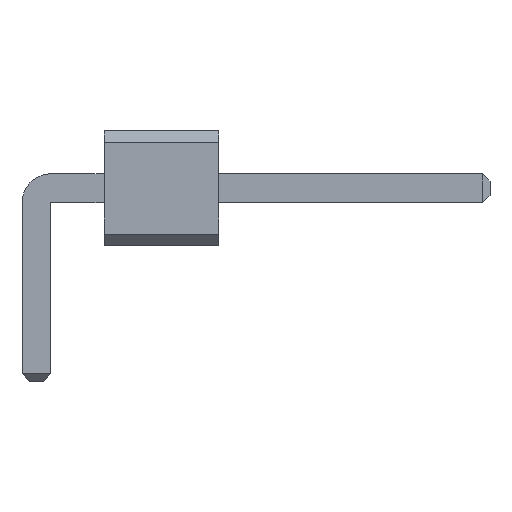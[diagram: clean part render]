
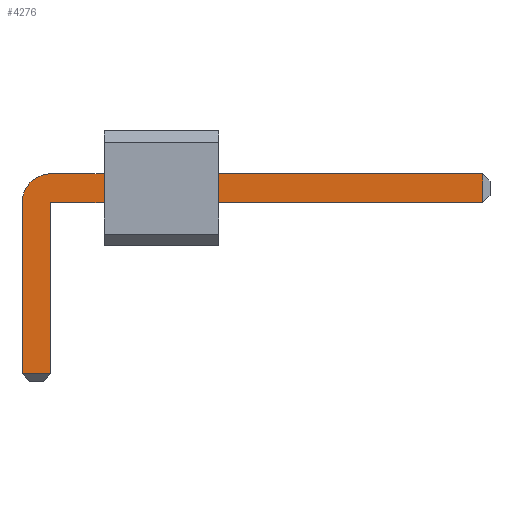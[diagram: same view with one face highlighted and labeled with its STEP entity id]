
A CAD part, front view. The second image highlights one B-rep face of the part: STEP entity #4276.
In plain terms, the highlighted planar face has unit normal (0, -1, 0).
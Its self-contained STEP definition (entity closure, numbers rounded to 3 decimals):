
#13=DIRECTION('',(0.,0.,1.));
#1924=VECTOR('',#13,1.);
#4076=VECTOR('',#4077,1.);
#4077=DIRECTION('',(1.,0.,0.));
#4083=VECTOR('',#4084,1.);
#4084=DIRECTION('',(0.,0.,-1.));
#4091=VECTOR('',#4092,1.);
#4092=DIRECTION('',(-1.,0.,0.));
#4113=DIRECTION('',(-0.,1.,0.));
#4117=DIRECTION('',(0.,1.,0.));
#4118=DIRECTION('',(1.,0.,0.));
#4125=VERTEX_POINT('',#4126);
#4126=CARTESIAN_POINT('',(0.32,-81.6,1.59));
#4128=ORIENTED_EDGE('',*,*,#4129,.T.);
#4129=EDGE_CURVE('',#4125,#4130,#4132,.T.);
#4130=VERTEX_POINT('',#4131);
#4131=CARTESIAN_POINT('',(9.88,-81.6,1.59));
#4132=LINE('',#4133,#4076);
#4133=CARTESIAN_POINT('',(-0.32,-81.6,1.59));
#4171=EDGE_CURVE('',#4172,#4125,#4174,.T.);
#4172=VERTEX_POINT('',#4173);
#4173=CARTESIAN_POINT('',(-0.32,-81.6,0.95));
#4174=CIRCLE('',#4175,0.64);
#4175=AXIS2_PLACEMENT_3D('',#4176,#4113,#4084);
#4176=CARTESIAN_POINT('',(0.32,-81.6,0.95));
#4188=VERTEX_POINT('',#4189);
#4189=CARTESIAN_POINT('',(9.88,-81.6,0.95));
#4191=ORIENTED_EDGE('',*,*,#4192,.T.);
#4192=EDGE_CURVE('',#4188,#4193,#4194,.T.);
#4193=VERTEX_POINT('',#4176);
#4194=LINE('',#4195,#4091);
#4195=CARTESIAN_POINT('',(10.04,-81.6,0.95));
#4207=VERTEX_POINT('',#4208);
#4208=CARTESIAN_POINT('',(-0.32,-81.6,-2.84));
#4210=ORIENTED_EDGE('',*,*,#4211,.T.);
#4211=EDGE_CURVE('',#4207,#4172,#4212,.T.);
#4212=LINE('',#4213,#1924);
#4213=CARTESIAN_POINT('',(-0.32,-81.6,-3.));
#4221=ORIENTED_EDGE('',*,*,#4222,.T.);
#4222=EDGE_CURVE('',#4193,#4223,#4225,.T.);
#4223=VERTEX_POINT('',#4224);
#4224=CARTESIAN_POINT('',(0.32,-81.6,-2.84));
#4225=LINE('',#4176,#4083);
#4276=ADVANCED_FACE('',(#4277),#4286,.F.);
#4277=FACE_BOUND('',#4278,.F.);
#4278=EDGE_LOOP('',(#4128,#4279,#4191,#4221,#4282,#4210,#4285));
#4279=ORIENTED_EDGE('',*,*,#4280,.T.);
#4280=EDGE_CURVE('',#4130,#4188,#4281,.T.);
#4281=LINE('',#4131,#4083);
#4282=ORIENTED_EDGE('',*,*,#4283,.T.);
#4283=EDGE_CURVE('',#4223,#4207,#4284,.T.);
#4284=LINE('',#4224,#4091);
#4285=ORIENTED_EDGE('',*,*,#4171,.T.);
#4286=PLANE('',#4287);
#4287=AXIS2_PLACEMENT_3D('',#4288,#4117,#4118);
#4288=CARTESIAN_POINT('',(3.576,-81.6,0.579));
